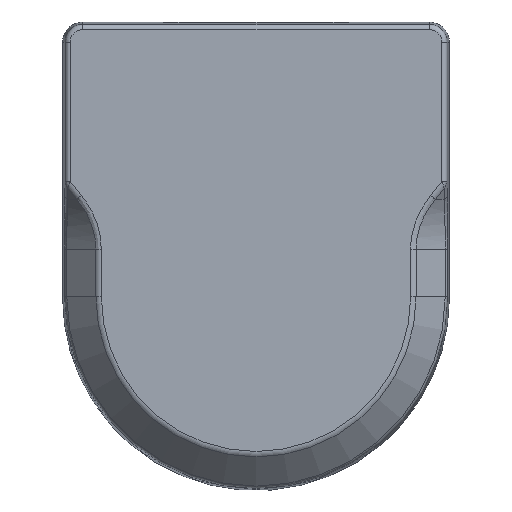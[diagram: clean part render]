
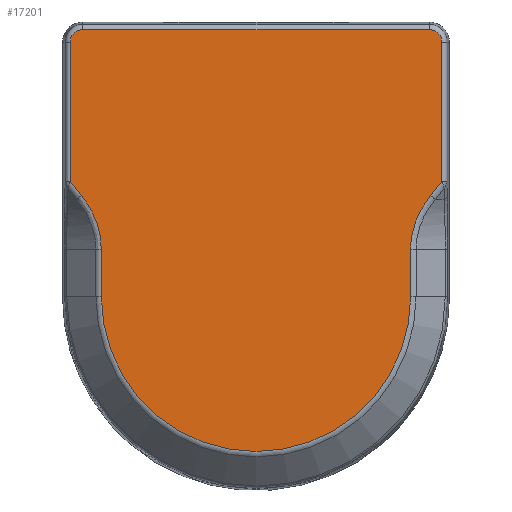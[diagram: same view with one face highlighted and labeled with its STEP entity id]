
A CAD part, top view. The second image highlights one B-rep face of the part: STEP entity #17201.
In plain terms, the highlighted planar face has unit normal (0, 0, 1).
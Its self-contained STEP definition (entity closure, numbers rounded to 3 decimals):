
#111=ELLIPSE('',#18463,15.203,10.75);
#114=ELLIPSE('',#18476,15.203,10.75);
#860=PLANE('',#18499);
#1708=FACE_OUTER_BOUND('',#2601,.T.);
#2601=EDGE_LOOP('',(#16102,#16103,#16104,#16105,#16106,#16107,#16108,#16109,
#16110,#16111,#16112,#16113));
#2915=CIRCLE('',#18471,15.189);
#2927=CIRCLE('',#18500,1.247);
#2928=CIRCLE('',#18501,1.247);
#5023=LINE('',#28267,#7139);
#5025=LINE('',#28279,#7141);
#5027=LINE('',#28303,#7143);
#5028=LINE('',#28305,#7144);
#5040=LINE('',#28381,#7156);
#5041=LINE('',#28385,#7157);
#5042=LINE('',#28389,#7158);
#7139=VECTOR('',#22891,4.681);
#7141=VECTOR('',#22905,4.681);
#7143=VECTOR('',#22915,1.775);
#7144=VECTOR('',#22918,1.775);
#7156=VECTOR('',#22968,13.66);
#7157=VECTOR('',#22973,13.66);
#7158=VECTOR('',#22976,34.);
#8745=VERTEX_POINT('',#28161);
#8749=VERTEX_POINT('',#28210);
#8753=VERTEX_POINT('',#28255);
#8754=VERTEX_POINT('',#28257);
#8756=VERTEX_POINT('',#28263);
#8758=VERTEX_POINT('',#28269);
#8760=VERTEX_POINT('',#28275);
#8762=VERTEX_POINT('',#28296);
#8776=VERTEX_POINT('',#28380);
#8777=VERTEX_POINT('',#28384);
#8778=VERTEX_POINT('',#28386);
#8779=VERTEX_POINT('',#28388);
#11189=EDGE_CURVE('',#8753,#8754,#111,.T.);
#11194=EDGE_CURVE('',#8754,#8756,#5023,.T.);
#11197=EDGE_CURVE('',#8756,#8758,#2915,.T.);
#11200=EDGE_CURVE('',#8758,#8760,#5025,.T.);
#11203=EDGE_CURVE('',#8760,#8762,#114,.T.);
#11205=EDGE_CURVE('',#8762,#8749,#5027,.T.);
#11206=EDGE_CURVE('',#8745,#8753,#5028,.T.);
#11230=EDGE_CURVE('',#8749,#8776,#5040,.T.);
#11232=EDGE_CURVE('',#8777,#8745,#5041,.T.);
#11233=EDGE_CURVE('',#8778,#8777,#2927,.T.);
#11234=EDGE_CURVE('',#8779,#8778,#5042,.T.);
#11235=EDGE_CURVE('',#8776,#8779,#2928,.T.);
#16102=ORIENTED_EDGE('',*,*,#11205,.F.);
#16103=ORIENTED_EDGE('',*,*,#11203,.F.);
#16104=ORIENTED_EDGE('',*,*,#11200,.F.);
#16105=ORIENTED_EDGE('',*,*,#11197,.F.);
#16106=ORIENTED_EDGE('',*,*,#11194,.F.);
#16107=ORIENTED_EDGE('',*,*,#11189,.F.);
#16108=ORIENTED_EDGE('',*,*,#11206,.F.);
#16109=ORIENTED_EDGE('',*,*,#11232,.F.);
#16110=ORIENTED_EDGE('',*,*,#11233,.F.);
#16111=ORIENTED_EDGE('',*,*,#11234,.F.);
#16112=ORIENTED_EDGE('',*,*,#11235,.F.);
#16113=ORIENTED_EDGE('',*,*,#11230,.F.);
#17201=ADVANCED_FACE('',(#1708),#860,.T.);
#18463=AXIS2_PLACEMENT_3D('',#28258,#22880,#22881);
#18471=AXIS2_PLACEMENT_3D('',#28273,#22898,#22899);
#18476=AXIS2_PLACEMENT_3D('',#28300,#22910,#22911);
#18499=AXIS2_PLACEMENT_3D('',#28383,#22971,#22972);
#18500=AXIS2_PLACEMENT_3D('',#28387,#22974,#22975);
#18501=AXIS2_PLACEMENT_3D('',#28390,#22977,#22978);
#22880=DIRECTION('center_axis',(0.,0.,1.));
#22881=DIRECTION('ref_axis',(-1.,0.,0.));
#22891=DIRECTION('',(0.,-1.,0.));
#22898=DIRECTION('center_axis',(0.,0.,-1.));
#22899=DIRECTION('ref_axis',(0.,-1.,0.));
#22905=DIRECTION('',(0.,1.,0.));
#22910=DIRECTION('center_axis',(0.,0.,1.));
#22911=DIRECTION('ref_axis',(1.,0.,0.));
#22915=DIRECTION('',(-0.623,0.783,0.));
#22918=DIRECTION('',(-0.623,-0.783,0.));
#22968=DIRECTION('',(0.,1.,0.));
#22971=DIRECTION('center_axis',(0.,0.,1.));
#22972=DIRECTION('ref_axis',(1.,0.,0.));
#22973=DIRECTION('',(0.,-1.,0.));
#22974=DIRECTION('center_axis',(0.,0.,-1.));
#22975=DIRECTION('ref_axis',(0.707,0.707,0.));
#22976=DIRECTION('',(1.,0.,0.));
#22977=DIRECTION('center_axis',(0.,0.,-1.));
#22978=DIRECTION('ref_axis',(-0.707,0.707,0.));
#28161=CARTESIAN_POINT('',(18.247,11.34,15.));
#28210=CARTESIAN_POINT('',(-18.247,11.34,15.));
#28255=CARTESIAN_POINT('',(17.142,9.951,15.));
#28257=CARTESIAN_POINT('',(15.189,4.681,15.));
#28258=CARTESIAN_POINT('Origin',(30.392,4.681,15.));
#28263=CARTESIAN_POINT('',(15.189,0.,15.));
#28267=CARTESIAN_POINT('',(15.189,4.681,15.));
#28269=CARTESIAN_POINT('',(-15.189,0.,15.));
#28273=CARTESIAN_POINT('Origin',(0.,0.,15.));
#28275=CARTESIAN_POINT('',(-15.189,4.681,15.));
#28279=CARTESIAN_POINT('',(-15.189,0.,15.));
#28296=CARTESIAN_POINT('',(-17.142,9.951,15.));
#28300=CARTESIAN_POINT('Origin',(-30.392,4.681,15.));
#28303=CARTESIAN_POINT('',(-17.142,9.951,15.));
#28305=CARTESIAN_POINT('',(18.247,11.34,15.));
#28380=CARTESIAN_POINT('',(-18.247,25.,15.));
#28381=CARTESIAN_POINT('',(-18.247,11.34,15.));
#28383=CARTESIAN_POINT('Origin',(0.,4.,15.));
#28384=CARTESIAN_POINT('',(18.247,25.,15.));
#28385=CARTESIAN_POINT('',(18.247,25.,15.));
#28386=CARTESIAN_POINT('',(17.,26.247,15.));
#28387=CARTESIAN_POINT('Origin',(17.,25.,15.));
#28388=CARTESIAN_POINT('',(-17.,26.247,15.));
#28389=CARTESIAN_POINT('',(-17.,26.247,15.));
#28390=CARTESIAN_POINT('Origin',(-17.,25.,15.));
